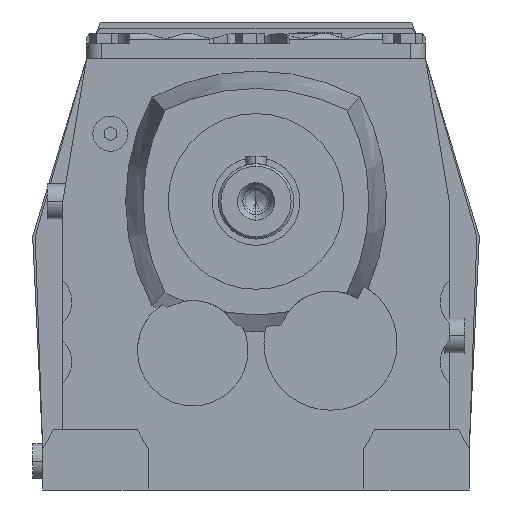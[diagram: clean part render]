
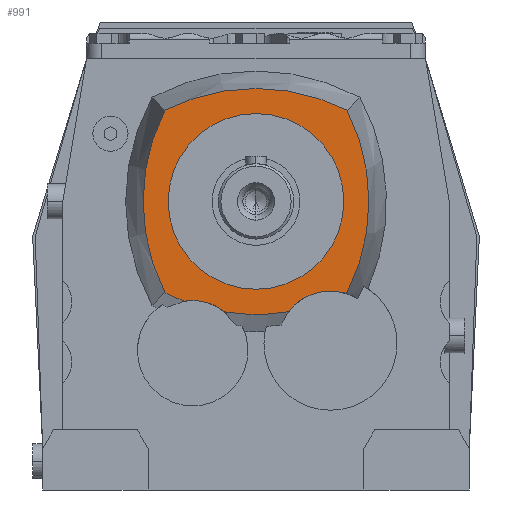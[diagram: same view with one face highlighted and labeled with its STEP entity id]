
A CAD part, left-side view. The second image highlights one B-rep face of the part: STEP entity #991.
In plain terms, the highlighted planar face has unit normal (-1, 0, 0).
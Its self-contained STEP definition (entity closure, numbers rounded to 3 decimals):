
#991=ADVANCED_FACE('',(#2076,#2077),#2078,.F.);
#2076=FACE_OUTER_BOUND('',#3233,.T.);
#2077=FACE_BOUND('',#3234,.T.);
#2078=PLANE('',#3235);
#3233=EDGE_LOOP('',(#6192,#6193,#6194,#6195,#6196,#6197,#6198,#6199));
#3234=EDGE_LOOP('',(#6200,#6201));
#3235=AXIS2_PLACEMENT_3D('',#6202,#6203,#6204);
#6192=ORIENTED_EDGE('',*,*,#7666,.T.);
#6193=ORIENTED_EDGE('',*,*,#7920,.T.);
#6194=ORIENTED_EDGE('',*,*,#7680,.T.);
#6195=ORIENTED_EDGE('',*,*,#7918,.T.);
#6196=ORIENTED_EDGE('',*,*,#7916,.T.);
#6197=ORIENTED_EDGE('',*,*,#7690,.T.);
#6198=ORIENTED_EDGE('',*,*,#7683,.T.);
#6199=ORIENTED_EDGE('',*,*,#7674,.T.);
#6200=ORIENTED_EDGE('',*,*,#6865,.T.);
#6201=ORIENTED_EDGE('',*,*,#7921,.T.);
#6202=CARTESIAN_POINT('',(6.5,0.0,0.0));
#6203=DIRECTION('',(1.0,0.0,0.0));
#6204=DIRECTION('',(0.0,1.0,0.0));
#6865=EDGE_CURVE('',#8206,#8210,#8212,.T.);
#7666=EDGE_CURVE('',#9418,#9416,#9419,.T.);
#7674=EDGE_CURVE('',#9428,#9418,#9429,.T.);
#7680=EDGE_CURVE('',#9437,#9435,#9438,.T.);
#7683=EDGE_CURVE('',#9441,#9428,#9442,.T.);
#7690=EDGE_CURVE('',#9450,#9441,#9451,.T.);
#7916=EDGE_CURVE('',#9748,#9450,#9750,.T.);
#7918=EDGE_CURVE('',#9435,#9748,#9752,.T.);
#7920=EDGE_CURVE('',#9416,#9437,#9754,.T.);
#7921=EDGE_CURVE('',#8210,#8206,#9755,.T.);
#8206=VERTEX_POINT('',#10197);
#8210=VERTEX_POINT('',#10202);
#8212=CIRCLE('',#10205,35.0);
#9416=VERTEX_POINT('',#12606);
#9418=VERTEX_POINT('',#12615);
#9419=CIRCLE('',#12616,21.0);
#9428=VERTEX_POINT('',#12632);
#9429=CIRCLE('',#12633,80.0);
#9435=VERTEX_POINT('',#12646);
#9437=VERTEX_POINT('',#12653);
#9438=CIRCLE('',#12654,80.0);
#9441=VERTEX_POINT('',#12662);
#9442=CIRCLE('',#12663,20.0);
#9450=VERTEX_POINT('',#12678);
#9451=CIRCLE('',#12679,80.0);
#9748=VERTEX_POINT('',#13110);
#9750=CIRCLE('',#13117,80.0);
#9752=CIRCLE('',#13119,80.0);
#9754=CIRCLE('',#13121,80.0);
#9755=CIRCLE('',#13122,35.0);
#10197=CARTESIAN_POINT('',(6.5,35.0,0.0));
#10202=CARTESIAN_POINT('',(6.5,-35.0,0.));
#10205=AXIS2_PLACEMENT_3D('',#13618,#13619,#13620);
#12606=CARTESIAN_POINT('',(6.5,-35.721,-36.582));
#12615=CARTESIAN_POINT('',(6.5,-13.011,-43.935));
#12616=AXIS2_PLACEMENT_3D('',#14472,#14473,#14474);
#12632=CARTESIAN_POINT('',(6.5,12.552,-44.009));
#12633=AXIS2_PLACEMENT_3D('',#14487,#14488,#14489);
#12646=CARTESIAN_POINT('',(6.5,-36.294,36.294));
#12653=CARTESIAN_POINT('',(6.5,-36.294,-36.294));
#12654=AXIS2_PLACEMENT_3D('',#14493,#14494,#14495);
#12662=CARTESIAN_POINT('',(6.5,28.525,-39.742));
#12663=AXIS2_PLACEMENT_3D('',#14496,#14497,#14498);
#12678=CARTESIAN_POINT('',(6.5,36.294,-36.294));
#12679=AXIS2_PLACEMENT_3D('',#14508,#14509,#14510);
#13110=CARTESIAN_POINT('',(6.5,36.294,36.294));
#13117=AXIS2_PLACEMENT_3D('',#14700,#14701,#14702);
#13119=AXIS2_PLACEMENT_3D('',#14703,#14704,#14705);
#13121=AXIS2_PLACEMENT_3D('',#14706,#14707,#14708);
#13122=AXIS2_PLACEMENT_3D('',#14709,#14710,#14711);
#13618=CARTESIAN_POINT('',(6.5,0.0,0.0));
#13619=DIRECTION('',(1.0,0.0,0.0));
#13620=DIRECTION('',(0.0,1.0,0.0));
#14472=CARTESIAN_POINT('',(6.5,-29.688,-56.697));
#14473=DIRECTION('',(1.0,0.0,0.0));
#14474=DIRECTION('',(0.0,1.0,0.0));
#14487=CARTESIAN_POINT('',(6.5,0.0,35.0));
#14488=DIRECTION('',(-1.0,-0.0,0.0));
#14489=DIRECTION('',(0.0,-0.707,-0.707));
#14493=CARTESIAN_POINT('',(6.5,35.0,0.0));
#14494=DIRECTION('',(-1.0,-0.0,0.0));
#14495=DIRECTION('',(0.0,-0.707,0.707));
#14496=CARTESIAN_POINT('',(6.5,25.239,-59.47));
#14497=DIRECTION('',(1.0,0.0,0.0));
#14498=DIRECTION('',(0.0,1.0,0.0));
#14508=CARTESIAN_POINT('',(6.5,0.0,35.0));
#14509=DIRECTION('',(-1.0,-0.0,0.0));
#14510=DIRECTION('',(0.0,-0.707,-0.707));
#14700=CARTESIAN_POINT('',(6.5,-35.0,0.0));
#14701=DIRECTION('',(-1.0,0.0,-0.0));
#14702=DIRECTION('',(0.0,0.707,-0.707));
#14703=CARTESIAN_POINT('',(6.5,0.0,-35.0));
#14704=DIRECTION('',(-1.0,0.0,0.0));
#14705=DIRECTION('',(0.0,0.707,0.707));
#14706=CARTESIAN_POINT('',(6.5,0.0,35.0));
#14707=DIRECTION('',(-1.0,-0.0,0.0));
#14708=DIRECTION('',(0.0,-0.707,-0.707));
#14709=CARTESIAN_POINT('',(6.5,0.0,0.0));
#14710=DIRECTION('',(1.0,0.0,0.0));
#14711=DIRECTION('',(0.0,1.0,0.0));
